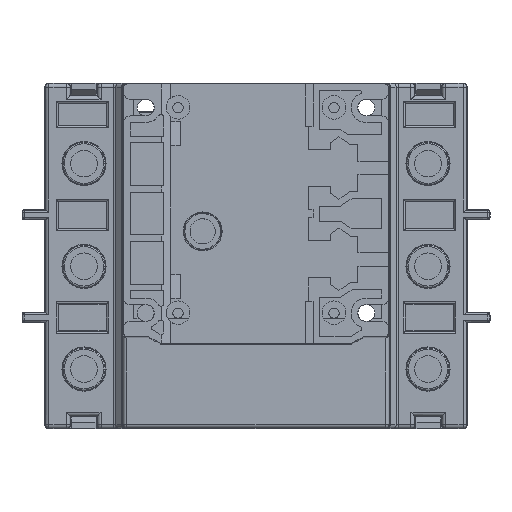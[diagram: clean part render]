
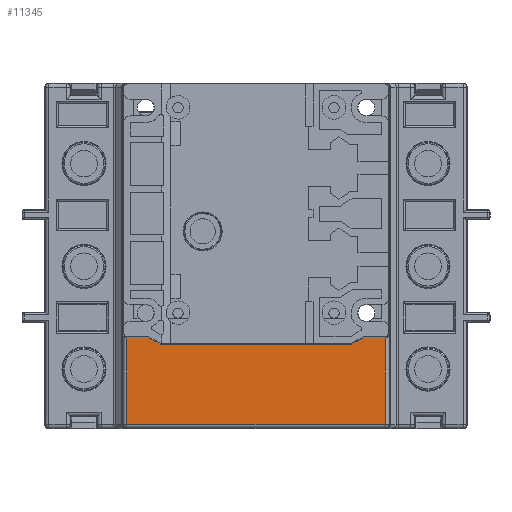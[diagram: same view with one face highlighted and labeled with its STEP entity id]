
A CAD part, top view. The second image highlights one B-rep face of the part: STEP entity #11345.
In plain terms, the highlighted planar face has unit normal (0, 0, 1).
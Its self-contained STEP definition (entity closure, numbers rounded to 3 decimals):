
#1452=DIRECTION('',(0.,1.,0.));
#1453=VECTOR('',#1452,22.843);
#1454=CARTESIAN_POINT('',(-13.719,-51.443,
37.903));
#1455=LINE('',#1454,#1453);
#1460=DIRECTION('',(0.87,-0.493,0.));
#1461=VECTOR('',#1460,3.448);
#1462=CARTESIAN_POINT('',(-75.912,-28.6,
37.903));
#1463=LINE('',#1462,#1461);
#1464=DIRECTION('',(1.,0.,0.));
#1465=VECTOR('',#1464,50.4);
#1466=CARTESIAN_POINT('',(-72.912,-30.3,
37.903));
#1467=LINE('',#1466,#1465);
#1468=DIRECTION('',(0.87,0.493,0.));
#1469=VECTOR('',#1468,3.448);
#1470=CARTESIAN_POINT('',(-22.512,-30.3,
37.903));
#1471=LINE('',#1470,#1469);
#1472=DIRECTION('',(1.,0.,0.));
#1473=VECTOR('',#1472,5.789);
#1474=CARTESIAN_POINT('',(-19.512,-28.6,
37.903));
#1475=LINE('',#1474,#1473);
#1480=DIRECTION('',(-1.,0.,0.));
#1481=VECTOR('',#1480,5.789);
#1482=CARTESIAN_POINT('',(-75.912,-28.6,
37.903));
#1483=LINE('',#1482,#1481);
#1733=DIRECTION('',(0.,-1.,0.));
#1734=VECTOR('',#1733,22.844);
#1735=CARTESIAN_POINT('',(-81.701,-28.6,
37.903));
#1736=LINE('',#1735,#1734);
#3332=DIRECTION('',(1.,0.,0.));
#3333=VECTOR('',#3332,67.987);
#3334=CARTESIAN_POINT('',(-81.706,-51.443,
37.903));
#3335=LINE('',#3334,#3333);
#7465=CARTESIAN_POINT('',(-81.701,-28.6,
37.903));
#7466=VERTEX_POINT('',#7465);
#7467=CARTESIAN_POINT('',(-75.912,-28.6,
37.903));
#7468=VERTEX_POINT('',#7467);
#7469=CARTESIAN_POINT('',(-72.912,-30.3,
37.903));
#7470=VERTEX_POINT('',#7469);
#7471=CARTESIAN_POINT('',(-22.512,-30.3,
37.903));
#7472=VERTEX_POINT('',#7471);
#7473=CARTESIAN_POINT('',(-19.512,-28.6,
37.903));
#7474=VERTEX_POINT('',#7473);
#7475=CARTESIAN_POINT('',(-13.723,-28.6,
37.903));
#7476=VERTEX_POINT('',#7475);
#8051=CARTESIAN_POINT('',(-13.719,-51.443,
37.903));
#8052=VERTEX_POINT('',#8051);
#8053=CARTESIAN_POINT('',(-81.706,-51.443,
37.903));
#8054=VERTEX_POINT('',#8053);
#11323=CARTESIAN_POINT('',(-13.612,-52.2,
37.903));
#11324=DIRECTION('',(0.,0.,1.));
#11325=DIRECTION('',(-1.,0.,0.));
#11326=AXIS2_PLACEMENT_3D('',#11323,#11324,#11325);
#11327=PLANE('',#11326);
#11329=ORIENTED_EDGE('',*,*,#11328,.F.);
#11331=ORIENTED_EDGE('',*,*,#11330,.T.);
#11333=ORIENTED_EDGE('',*,*,#11332,.T.);
#11335=ORIENTED_EDGE('',*,*,#11334,.T.);
#11337=ORIENTED_EDGE('',*,*,#11336,.T.);
#11338=ORIENTED_EDGE('',*,*,#11313,.F.);
#11340=ORIENTED_EDGE('',*,*,#11339,.F.);
#11342=ORIENTED_EDGE('',*,*,#11341,.F.);
#11343=EDGE_LOOP('',(#11329,#11331,#11333,#11335,#11337,#11338,#11340,#11342));
#11344=FACE_OUTER_BOUND('',#11343,.F.);
#11345=ADVANCED_FACE('',(#11344),#11327,.T.);
#11313=EDGE_CURVE('',#8052,#7476,#1455,.T.);
#11328=EDGE_CURVE('',#7468,#7466,#1483,.T.);
#11330=EDGE_CURVE('',#7468,#7470,#1463,.T.);
#11332=EDGE_CURVE('',#7470,#7472,#1467,.T.);
#11334=EDGE_CURVE('',#7472,#7474,#1471,.T.);
#11336=EDGE_CURVE('',#7474,#7476,#1475,.T.);
#11339=EDGE_CURVE('',#8054,#8052,#3335,.T.);
#11341=EDGE_CURVE('',#7466,#8054,#1736,.T.);
